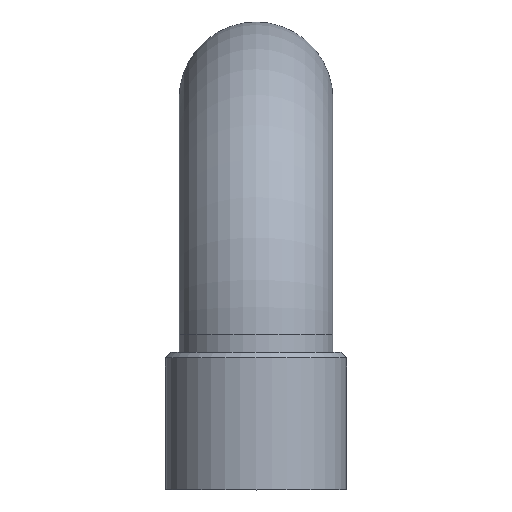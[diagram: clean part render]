
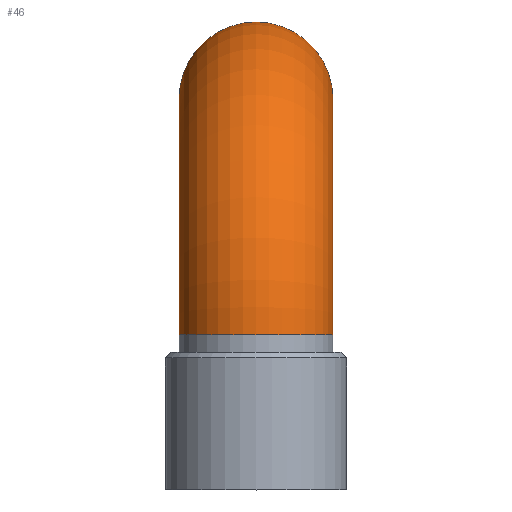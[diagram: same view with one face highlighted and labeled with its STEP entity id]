
A CAD part, top view. The second image highlights one B-rep face of the part: STEP entity #46.
In plain terms, the highlighted toroidal (fillet/blend) face has major radius 43 mm and minor radius 14 mm.
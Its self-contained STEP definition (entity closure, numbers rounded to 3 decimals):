
#46 = ADVANCED_FACE( '', ( #93, #94 ), #95, .T. );
#93 = FACE_OUTER_BOUND( '', #138, .T. );
#94 = FACE_OUTER_BOUND( '', #139, .T. );
#95 = TOROIDAL_SURFACE( '', #140, 43., 14. );
#138 = EDGE_LOOP( '', ( #189 ) );
#139 = EDGE_LOOP( '', ( #190 ) );
#140 = AXIS2_PLACEMENT_3D( '', #191, #192, #193 );
#189 = ORIENTED_EDGE( '', *, *, #217, .T. );
#190 = ORIENTED_EDGE( '', *, *, #226, .F. );
#191 = CARTESIAN_POINT( '', ( 0., 0., -43. ) );
#192 = DIRECTION( '', ( 1., 0., 0. ) );
#193 = DIRECTION( '', ( 0., 0., -1. ) );
#217 = EDGE_CURVE( '', #239, #239, #240, .T. );
#226 = EDGE_CURVE( '', #252, #252, #253, .T. );
#239 = VERTEX_POINT( '', #267 );
#240 = CIRCLE( '', #268, 14. );
#252 = VERTEX_POINT( '', #280 );
#253 = CIRCLE( '', #281, 14. );
#267 = CARTESIAN_POINT( '', ( 0., 29., -43. ) );
#268 = AXIS2_PLACEMENT_3D( '', #296, #297, #298 );
#280 = CARTESIAN_POINT( '', ( 0., 0., -14. ) );
#281 = AXIS2_PLACEMENT_3D( '', #308, #309, #310 );
#296 = CARTESIAN_POINT( '', ( 0., 43., -43. ) );
#297 = DIRECTION( '', ( 0., 0., 1. ) );
#298 = DIRECTION( '', ( 0., -1., 0. ) );
#308 = CARTESIAN_POINT( '', ( 0., 0., 0. ) );
#309 = DIRECTION( '', ( 0., -1., 0. ) );
#310 = DIRECTION( '', ( 0., 0., -1. ) );
